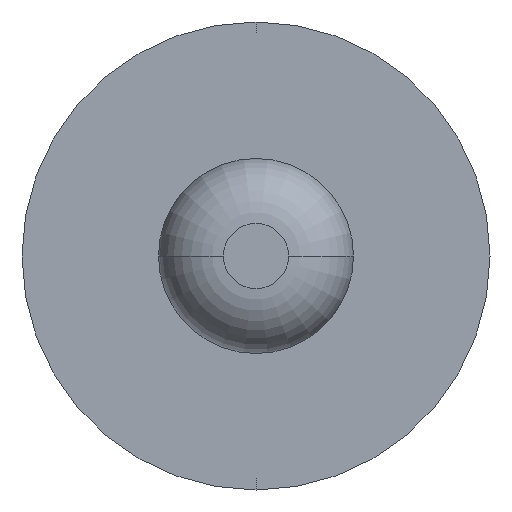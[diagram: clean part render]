
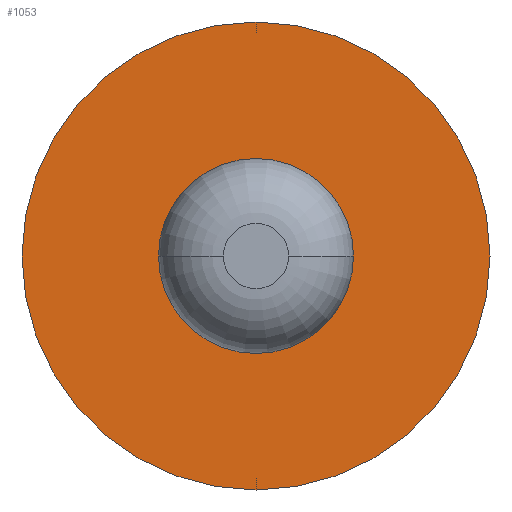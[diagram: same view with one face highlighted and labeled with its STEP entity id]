
A CAD part, front view. The second image highlights one B-rep face of the part: STEP entity #1053.
In plain terms, the highlighted planar face has unit normal (0, -1, 0).
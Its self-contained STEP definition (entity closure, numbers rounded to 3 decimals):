
#83 = CIRCLE ( 'NONE', #283, 0.9 ) ;
#133 = CARTESIAN_POINT ( 'NONE',  ( 0., 3.7, 0. ) ) ;
#206 = AXIS2_PLACEMENT_3D ( 'NONE', #133, #788, #1698 ) ;
#281 = EDGE_LOOP ( 'NONE', ( #1785, #3384 ) ) ;
#283 = AXIS2_PLACEMENT_3D ( 'NONE', #1949, #2575, #1626 ) ;
#462 = CARTESIAN_POINT ( 'NONE',  ( 0., 3.7, -0.255 ) ) ;
#525 = ORIENTED_EDGE ( 'NONE', *, *, #2597, .F. ) ;
#613 = CARTESIAN_POINT ( 'NONE',  ( 0., 3.7, -0.9 ) ) ;
#713 = AXIS2_PLACEMENT_3D ( 'NONE', #1744, #3017, #833 ) ;
#788 = DIRECTION ( 'NONE',  ( 0., -1., 0. ) ) ;
#833 = DIRECTION ( 'NONE',  ( 0., 0., -1. ) ) ;
#914 = DIRECTION ( 'NONE',  ( 0., -1., 0. ) ) ;
#1053 = ADVANCED_FACE ( 'Defeature ausgef�hrt1_8', ( #3499, #1899 ), #3662, .T. ) ;
#1176 = CARTESIAN_POINT ( 'NONE',  ( 0., 3.7, 0.9 ) ) ;
#1203 = VERTEX_POINT ( 'NONE', #462 ) ;
#1589 = EDGE_LOOP ( 'NONE', ( #2847, #525 ) ) ;
#1626 = DIRECTION ( 'NONE',  ( 0., 0., -1. ) ) ;
#1698 = DIRECTION ( 'NONE',  ( 0., 0., -1. ) ) ;
#1744 = CARTESIAN_POINT ( 'NONE',  ( 0., 3.7, 0. ) ) ;
#1750 = AXIS2_PLACEMENT_3D ( 'NONE', #1796, #3330, #2413 ) ;
#1785 = ORIENTED_EDGE ( 'NONE', *, *, #1911, .T. ) ;
#1796 = CARTESIAN_POINT ( 'NONE',  ( 0.255, 3.7, 0. ) ) ;
#1899 = FACE_BOUND ( 'NONE', #1589, .T. ) ;
#1911 = EDGE_CURVE ( 'Defeature ausgef�hrt1_8+Defeature ausgef�hrt1_7+Defeature ausgef�hrt1_7+Defeature ausgef�hrt1_7', #3098, #2324, #3300, .T. ) ;
#1949 = CARTESIAN_POINT ( 'NONE',  ( 0., 3.7, 0. ) ) ;
#2300 = AXIS2_PLACEMENT_3D ( 'NONE', #3705, #914, #2810 ) ;
#2306 = EDGE_CURVE ( 'Defeature ausgef�hrt1_9+Defeature ausgef�hrt1_8+Defeature ausgef�hrt1_8+Defeature ausgef�hrt1_8', #1203, #2750, #3018, .T. ) ;
#2324 = VERTEX_POINT ( 'NONE', #1176 ) ;
#2406 = CARTESIAN_POINT ( 'NONE',  ( 0., 3.7, 0.255 ) ) ;
#2413 = DIRECTION ( 'NONE',  ( 0., 0., -1. ) ) ;
#2575 = DIRECTION ( 'NONE',  ( 0., -1., 0. ) ) ;
#2597 = EDGE_CURVE ( 'Defeature ausgef�hrt1_9+Defeature ausgef�hrt1_8+Defeature ausgef�hrt1_8+Defeature ausgef�hrt1_8', #2750, #1203, #3208, .T. ) ;
#2750 = VERTEX_POINT ( 'NONE', #2406 ) ;
#2810 = DIRECTION ( 'NONE',  ( 0., 0., -1. ) ) ;
#2847 = ORIENTED_EDGE ( 'NONE', *, *, #2306, .F. ) ;
#3017 = DIRECTION ( 'NONE',  ( 0., -1., 0. ) ) ;
#3018 = CIRCLE ( 'NONE', #713, 0.255 ) ;
#3098 = VERTEX_POINT ( 'NONE', #613 ) ;
#3208 = CIRCLE ( 'NONE', #206, 0.255 ) ;
#3300 = CIRCLE ( 'NONE', #2300, 0.9 ) ;
#3330 = DIRECTION ( 'NONE',  ( 0., -1., 0. ) ) ;
#3384 = ORIENTED_EDGE ( 'NONE', *, *, #3475, .T. ) ;
#3475 = EDGE_CURVE ( 'Defeature ausgef�hrt1_8+Defeature ausgef�hrt1_7+Defeature ausgef�hrt1_7+Defeature ausgef�hrt1_7', #2324, #3098, #83, .T. ) ;
#3499 = FACE_OUTER_BOUND ( 'NONE', #281, .T. ) ;
#3662 = PLANE ( 'NONE',  #1750 ) ;
#3705 = CARTESIAN_POINT ( 'NONE',  ( 0., 3.7, 0. ) ) ;
